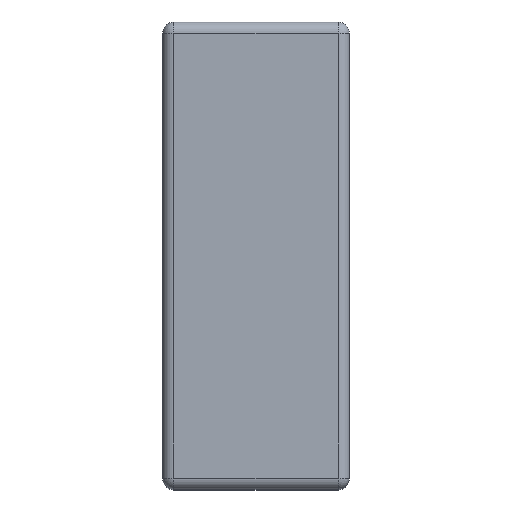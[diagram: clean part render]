
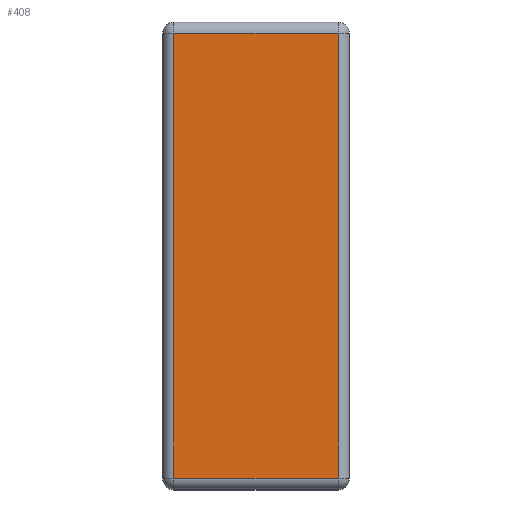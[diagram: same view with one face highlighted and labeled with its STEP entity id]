
A CAD part, top view. The second image highlights one B-rep face of the part: STEP entity #408.
In plain terms, the highlighted planar face has unit normal (0, 0, 1).
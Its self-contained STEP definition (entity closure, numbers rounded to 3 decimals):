
#76=FACE_OUTER_BOUND('',#104,.T.);
#104=EDGE_LOOP('',(#357,#358,#359,#360));
#133=LINE('',#674,#167);
#136=LINE('',#687,#170);
#137=LINE('',#690,#171);
#142=LINE('',#707,#176);
#167=VECTOR('',#537,10.);
#170=VECTOR('',#554,10.);
#171=VECTOR('',#559,10.);
#176=VECTOR('',#584,10.);
#199=VERTEX_POINT('',#666);
#201=VERTEX_POINT('',#672);
#203=VERTEX_POINT('',#680);
#204=VERTEX_POINT('',#686);
#241=EDGE_CURVE('',#201,#199,#133,.T.);
#247=EDGE_CURVE('',#203,#204,#136,.T.);
#249=EDGE_CURVE('',#199,#203,#137,.T.);
#258=EDGE_CURVE('',#204,#201,#142,.T.);
#357=ORIENTED_EDGE('',*,*,#249,.F.);
#358=ORIENTED_EDGE('',*,*,#241,.F.);
#359=ORIENTED_EDGE('',*,*,#258,.F.);
#360=ORIENTED_EDGE('',*,*,#247,.F.);
#382=PLANE('',#468);
#408=ADVANCED_FACE('',(#76),#382,.T.);
#468=AXIS2_PLACEMENT_3D('',#709,#587,#588);
#537=DIRECTION('',(0.,-1.,0.));
#554=DIRECTION('',(0.,1.,0.));
#559=DIRECTION('',(-1.,0.,0.));
#584=DIRECTION('',(1.,0.,0.));
#587=DIRECTION('center_axis',(0.,0.,1.));
#588=DIRECTION('ref_axis',(0.,-1.,0.));
#666=CARTESIAN_POINT('',(4.7,-4.8,11.));
#672=CARTESIAN_POINT('',(4.7,7.1,11.));
#674=CARTESIAN_POINT('',(4.7,4.275,11.));
#680=CARTESIAN_POINT('',(0.3,-4.8,11.));
#686=CARTESIAN_POINT('',(0.3,7.1,11.));
#687=CARTESIAN_POINT('',(0.3,4.275,11.));
#690=CARTESIAN_POINT('',(0.,-4.8,11.));
#707=CARTESIAN_POINT('',(0.,7.1,11.));
#709=CARTESIAN_POINT('Origin',(0.,7.4,11.));
